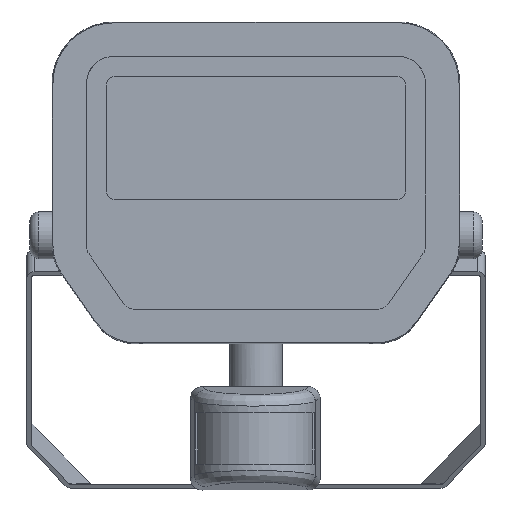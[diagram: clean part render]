
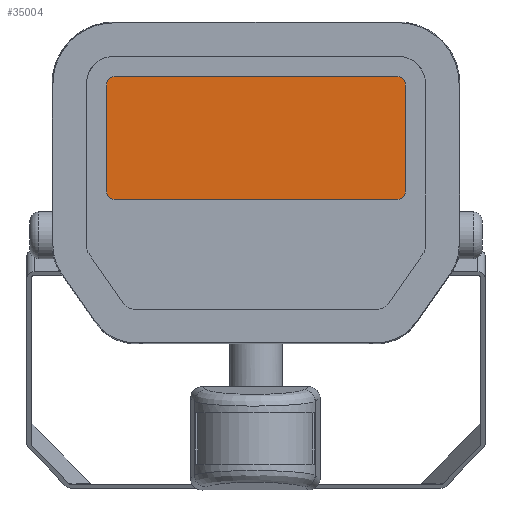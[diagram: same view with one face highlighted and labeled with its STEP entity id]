
A CAD part, top view. The second image highlights one B-rep face of the part: STEP entity #35004.
In plain terms, the highlighted face is planar.
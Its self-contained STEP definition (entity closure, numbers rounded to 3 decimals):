
#458 = LINE ( 'NONE', #39017, #23948 ) ;
#2081 = ORIENTED_EDGE ( 'NONE', *, *, #23310, .T. ) ;
#2184 = CARTESIAN_POINT ( 'NONE',  ( -48.15, 73.135, 100.567 ) ) ;
#2996 = AXIS2_PLACEMENT_3D ( 'NONE', #15507, #38716, #22258 ) ;
#5242 = VECTOR ( 'NONE', #39151, 1000. ) ;
#6981 = CARTESIAN_POINT ( 'NONE',  ( 50.65, 73.135, 137.167 ) ) ;
#7198 = DIRECTION ( 'NONE',  ( 1., 0., 0. ) ) ;
#7940 = AXIS2_PLACEMENT_3D ( 'NONE', #2184, #24908, #31025 ) ;
#8100 = PLANE ( 'NONE',  #7940 ) ;
#8508 = EDGE_CURVE ( 'NONE', #11054, #17196, #458, .T. ) ;
#9258 = CARTESIAN_POINT ( 'NONE',  ( -48.15, 73.135, 139.667 ) ) ;
#10580 = DIRECTION ( 'NONE',  ( 0., 1., 0. ) ) ;
#11054 = VERTEX_POINT ( 'NONE', #6981 ) ;
#11418 = EDGE_CURVE ( 'NONE', #37343, #11585, #38656, .T. ) ;
#11585 = VERTEX_POINT ( 'NONE', #35907 ) ;
#11633 = AXIS2_PLACEMENT_3D ( 'NONE', #36061, #10580, #7198 ) ;
#12082 = EDGE_CURVE ( 'NONE', #30266, #21287, #37902, .T. ) ;
#12248 = CARTESIAN_POINT ( 'NONE',  ( 48.15, 73.135, 100.567 ) ) ;
#13563 = CIRCLE ( 'NONE', #32377, 2.5 ) ;
#14226 = ORIENTED_EDGE ( 'NONE', *, *, #8508, .T. ) ;
#14278 = VECTOR ( 'NONE', #35676, 1000. ) ;
#15304 = AXIS2_PLACEMENT_3D ( 'NONE', #38214, #31623, #16274 ) ;
#15467 = ORIENTED_EDGE ( 'NONE', *, *, #12082, .T. ) ;
#15507 = CARTESIAN_POINT ( 'NONE',  ( -48.15, 73.135, 100.567 ) ) ;
#15567 = LINE ( 'NONE', #9258, #5242 ) ;
#16274 = DIRECTION ( 'NONE',  ( 1., 0., 0. ) ) ;
#16612 = LINE ( 'NONE', #32822, #19646 ) ;
#17196 = VERTEX_POINT ( 'NONE', #25555 ) ;
#18005 = CARTESIAN_POINT ( 'NONE',  ( -50.65, 73.135, 100.567 ) ) ;
#18153 = DIRECTION ( 'NONE',  ( 1., 0., 0. ) ) ;
#18577 = DIRECTION ( 'NONE',  ( 0., 1., 0. ) ) ;
#19646 = VECTOR ( 'NONE', #36210, 1000. ) ;
#21287 = VERTEX_POINT ( 'NONE', #24458 ) ;
#21463 = VERTEX_POINT ( 'NONE', #22792 ) ;
#22258 = DIRECTION ( 'NONE',  ( 1., 0., 0. ) ) ;
#22792 = CARTESIAN_POINT ( 'NONE',  ( 48.15, 73.135, 139.667 ) ) ;
#22880 = ORIENTED_EDGE ( 'NONE', *, *, #36607, .T. ) ;
#22964 = DIRECTION ( 'NONE',  ( 0., 0., -1. ) ) ;
#23028 = CARTESIAN_POINT ( 'NONE',  ( -48.15, 73.135, 98.067 ) ) ;
#23116 = ORIENTED_EDGE ( 'NONE', *, *, #39745, .T. ) ;
#23310 = EDGE_CURVE ( 'NONE', #21463, #11054, #40925, .T. ) ;
#23948 = VECTOR ( 'NONE', #22964, 1000. ) ;
#24458 = CARTESIAN_POINT ( 'NONE',  ( -48.15, 73.135, 139.667 ) ) ;
#24461 = ORIENTED_EDGE ( 'NONE', *, *, #11418, .T. ) ;
#24908 = DIRECTION ( 'NONE',  ( 0., 1., 0. ) ) ;
#25555 = CARTESIAN_POINT ( 'NONE',  ( 50.65, 73.135, 100.567 ) ) ;
#27189 = CIRCLE ( 'NONE', #2996, 2.5 ) ;
#28244 = EDGE_CURVE ( 'NONE', #17196, #37343, #13563, .T. ) ;
#29825 = ORIENTED_EDGE ( 'NONE', *, *, #28244, .T. ) ;
#29910 = VERTEX_POINT ( 'NONE', #18005 ) ;
#30266 = VERTEX_POINT ( 'NONE', #37769 ) ;
#31025 = DIRECTION ( 'NONE',  ( -1., 0., 0. ) ) ;
#31342 = ORIENTED_EDGE ( 'NONE', *, *, #32429, .T. ) ;
#31556 = CARTESIAN_POINT ( 'NONE',  ( 48.15, 73.135, 98.067 ) ) ;
#31623 = DIRECTION ( 'NONE',  ( 0., 1., 0. ) ) ;
#32377 = AXIS2_PLACEMENT_3D ( 'NONE', #12248, #18577, #18153 ) ;
#32429 = EDGE_CURVE ( 'NONE', #11585, #29910, #27189, .T. ) ;
#32822 = CARTESIAN_POINT ( 'NONE',  ( -50.65, 73.135, 100.567 ) ) ;
#33986 = FACE_OUTER_BOUND ( 'NONE', #40011, .T. ) ;
#35004 = ADVANCED_FACE ( 'NONE', ( #33986 ), #8100, .T. ) ;
#35676 = DIRECTION ( 'NONE',  ( -1., 0., 0. ) ) ;
#35907 = CARTESIAN_POINT ( 'NONE',  ( -48.15, 73.135, 98.067 ) ) ;
#36061 = CARTESIAN_POINT ( 'NONE',  ( -48.15, 73.135, 137.167 ) ) ;
#36210 = DIRECTION ( 'NONE',  ( 0., 0., 1. ) ) ;
#36607 = EDGE_CURVE ( 'NONE', #21287, #21463, #15567, .T. ) ;
#37343 = VERTEX_POINT ( 'NONE', #31556 ) ;
#37769 = CARTESIAN_POINT ( 'NONE',  ( -50.65, 73.135, 137.167 ) ) ;
#37902 = CIRCLE ( 'NONE', #11633, 2.5 ) ;
#38214 = CARTESIAN_POINT ( 'NONE',  ( 48.15, 73.135, 137.167 ) ) ;
#38656 = LINE ( 'NONE', #23028, #14278 ) ;
#38716 = DIRECTION ( 'NONE',  ( 0., 1., 0. ) ) ;
#39017 = CARTESIAN_POINT ( 'NONE',  ( 50.65, 73.135, 100.567 ) ) ;
#39151 = DIRECTION ( 'NONE',  ( 1., 0., 0. ) ) ;
#39745 = EDGE_CURVE ( 'NONE', #29910, #30266, #16612, .T. ) ;
#40011 = EDGE_LOOP ( 'NONE', ( #29825, #24461, #31342, #23116, #15467, #22880, #2081, #14226 ) ) ;
#40925 = CIRCLE ( 'NONE', #15304, 2.5 ) ;
